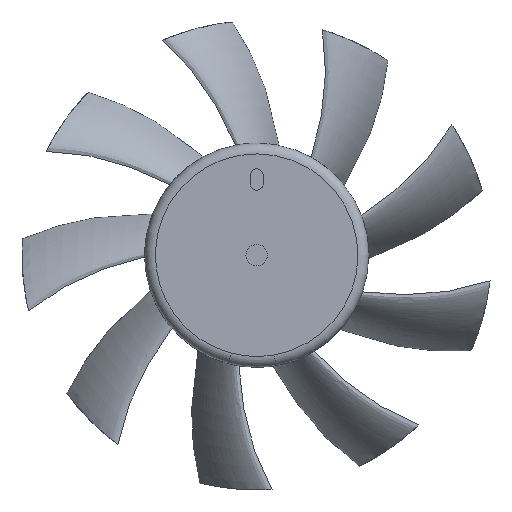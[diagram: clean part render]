
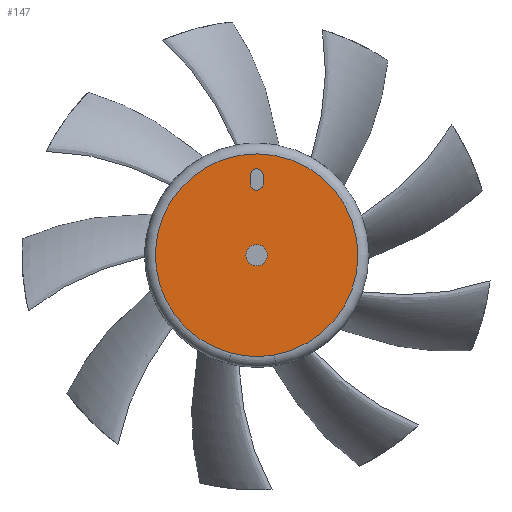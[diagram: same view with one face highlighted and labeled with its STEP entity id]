
A CAD part, top view. The second image highlights one B-rep face of the part: STEP entity #147.
In plain terms, the highlighted planar face has unit normal (0, 0, 1).
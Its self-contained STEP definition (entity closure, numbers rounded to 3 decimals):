
#34=PLANE('',#1042);
#49=FACE_BOUND('',#291,.T.);
#50=FACE_BOUND('',#292,.T.);
#51=FACE_BOUND('',#293,.T.);
#83=CIRCLE('',#1032,14.2);
#84=CIRCLE('',#1033,14.2);
#85=CIRCLE('',#1035,14.2);
#86=CIRCLE('',#1036,1.5);
#87=CIRCLE('',#1037,1.5);
#88=CIRCLE('',#1038,0.9);
#89=CIRCLE('',#1039,0.9);
#90=CIRCLE('',#1040,0.9);
#91=CIRCLE('',#1041,0.9);
#122=LINE('',#2944,#134);
#123=LINE('',#2951,#135);
#134=VECTOR('',#1146,1.);
#135=VECTOR('',#1151,1.);
#147=ADVANCED_FACE('',(#49,#50,#51),#34,.F.);
#291=EDGE_LOOP('',(#395,#396,#397));
#292=EDGE_LOOP('',(#398,#399));
#293=EDGE_LOOP('',(#400,#401,#402,#403,#404,#405));
#395=ORIENTED_EDGE('',*,*,#805,.F.);
#396=ORIENTED_EDGE('',*,*,#804,.F.);
#397=ORIENTED_EDGE('',*,*,#806,.F.);
#398=ORIENTED_EDGE('',*,*,#807,.F.);
#399=ORIENTED_EDGE('',*,*,#808,.F.);
#400=ORIENTED_EDGE('',*,*,#809,.T.);
#401=ORIENTED_EDGE('',*,*,#810,.F.);
#402=ORIENTED_EDGE('',*,*,#811,.F.);
#403=ORIENTED_EDGE('',*,*,#812,.T.);
#404=ORIENTED_EDGE('',*,*,#813,.F.);
#405=ORIENTED_EDGE('',*,*,#814,.F.);
#699=VERTEX_POINT('',#2932);
#700=VERTEX_POINT('',#2934);
#701=VERTEX_POINT('',#2936);
#702=VERTEX_POINT('',#2941);
#703=VERTEX_POINT('',#2942);
#704=VERTEX_POINT('',#2945);
#705=VERTEX_POINT('',#2946);
#706=VERTEX_POINT('',#2948);
#707=VERTEX_POINT('',#2950);
#708=VERTEX_POINT('',#2952);
#709=VERTEX_POINT('',#2954);
#804=EDGE_CURVE('',#700,#701,#83,.T.);
#805=EDGE_CURVE('',#701,#699,#84,.T.);
#806=EDGE_CURVE('',#699,#700,#85,.T.);
#807=EDGE_CURVE('',#702,#703,#86,.T.);
#808=EDGE_CURVE('',#703,#702,#87,.T.);
#809=EDGE_CURVE('',#704,#705,#122,.T.);
#810=EDGE_CURVE('',#706,#705,#88,.T.);
#811=EDGE_CURVE('',#707,#706,#89,.T.);
#812=EDGE_CURVE('',#707,#708,#123,.T.);
#813=EDGE_CURVE('',#709,#708,#90,.T.);
#814=EDGE_CURVE('',#704,#709,#91,.T.);
#1032=AXIS2_PLACEMENT_3D('',#2935,#1134,#1135);
#1033=AXIS2_PLACEMENT_3D('',#2937,#1136,#1137);
#1035=AXIS2_PLACEMENT_3D('',#2939,#1140,#1141);
#1036=AXIS2_PLACEMENT_3D('',#2940,#1142,#1143);
#1037=AXIS2_PLACEMENT_3D('',#2943,#1144,#1145);
#1038=AXIS2_PLACEMENT_3D('',#2947,#1147,#1148);
#1039=AXIS2_PLACEMENT_3D('',#2949,#1149,#1150);
#1040=AXIS2_PLACEMENT_3D('',#2953,#1152,#1153);
#1041=AXIS2_PLACEMENT_3D('',#2955,#1154,#1155);
#1042=AXIS2_PLACEMENT_3D('',#2956,#1156,#1157);
#1134=DIRECTION('',(0.,0.,-1.));
#1135=DIRECTION('',(-0.251,-0.968,0.));
#1136=DIRECTION('',(0.,0.,-1.));
#1137=DIRECTION('',(-0.165,0.986,0.));
#1140=DIRECTION('',(0.,0.,-1.));
#1141=DIRECTION('',(0.173,-0.985,0.));
#1142=DIRECTION('',(0.,0.,1.));
#1143=DIRECTION('',(0.,-1.,0.));
#1144=DIRECTION('',(0.,0.,1.));
#1145=DIRECTION('',(0.,1.,0.));
#1146=DIRECTION('',(0.,1.,0.));
#1147=DIRECTION('',(0.,0.,1.));
#1148=DIRECTION('',(0.,1.,0.));
#1149=DIRECTION('',(0.,0.,1.));
#1150=DIRECTION('',(1.,0.,0.));
#1151=DIRECTION('',(0.,-1.,0.));
#1152=DIRECTION('',(0.,0.,1.));
#1153=DIRECTION('',(0.,-1.,0.));
#1154=DIRECTION('',(0.,0.,1.));
#1155=DIRECTION('',(-1.,0.,0.));
#1156=DIRECTION('',(0.,0.,-1.));
#1157=DIRECTION('',(0.,1.,0.));
#2932=CARTESIAN_POINT('',(2.452,-13.987,1.4));
#2934=CARTESIAN_POINT('',(-3.564,-13.745,1.4));
#2935=CARTESIAN_POINT('',(0.,0.,1.4));
#2936=CARTESIAN_POINT('',(-2.348,14.005,1.4));
#2937=CARTESIAN_POINT('',(0.,0.,1.4));
#2939=CARTESIAN_POINT('',(0.,0.,1.4));
#2940=CARTESIAN_POINT('',(0.,0.,1.4));
#2941=CARTESIAN_POINT('',(0.,-1.5,1.4));
#2942=CARTESIAN_POINT('',(0.,1.5,1.4));
#2943=CARTESIAN_POINT('',(0.,0.,1.4));
#2944=CARTESIAN_POINT('',(-0.9,10.,1.4));
#2945=CARTESIAN_POINT('',(-0.9,10.,1.4));
#2946=CARTESIAN_POINT('',(-0.9,11.2,1.4));
#2947=CARTESIAN_POINT('',(0.,11.2,1.4));
#2948=CARTESIAN_POINT('',(0.,12.1,1.4));
#2949=CARTESIAN_POINT('',(0.,11.2,1.4));
#2950=CARTESIAN_POINT('',(0.9,11.2,1.4));
#2951=CARTESIAN_POINT('',(0.9,11.2,1.4));
#2952=CARTESIAN_POINT('',(0.9,10.,1.4));
#2953=CARTESIAN_POINT('',(0.,10.,1.4));
#2954=CARTESIAN_POINT('',(0.,9.1,1.4));
#2955=CARTESIAN_POINT('',(0.,10.,1.4));
#2956=CARTESIAN_POINT('',(0.,0.,1.4));
